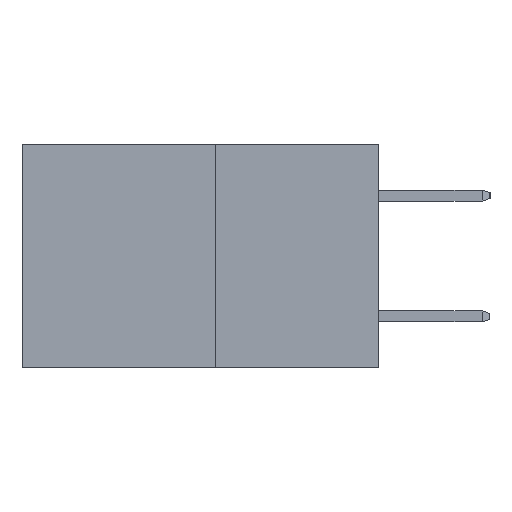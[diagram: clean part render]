
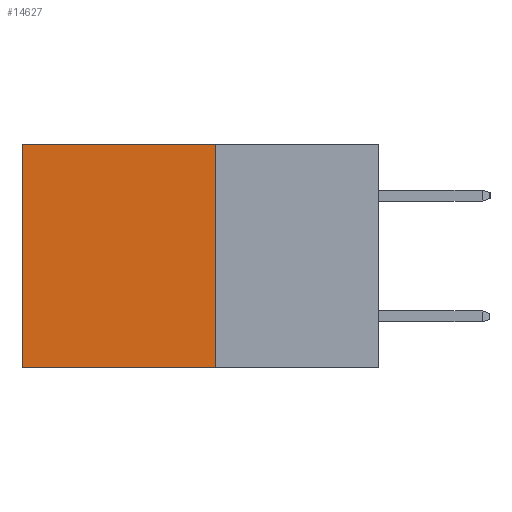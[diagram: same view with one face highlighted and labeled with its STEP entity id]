
A CAD part, left-side view. The second image highlights one B-rep face of the part: STEP entity #14627.
In plain terms, the highlighted planar face has unit normal (-1, 0, 0).
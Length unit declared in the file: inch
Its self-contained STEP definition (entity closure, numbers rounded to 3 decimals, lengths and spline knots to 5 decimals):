
#1412 = EDGE_CURVE ( 'NONE', #15385, #4404, #8287, .T. ) ;
#1490 = LINE ( 'NONE', #17819, #13227 ) ;
#1856 = VECTOR ( 'NONE', #11878, 39.37008 ) ;
#2826 = CARTESIAN_POINT ( 'NONE',  ( 0.277, 0.27, 0. ) ) ;
#4404 = VERTEX_POINT ( 'NONE', #8787 ) ;
#4418 = ORIENTED_EDGE ( 'NONE', *, *, #12648, .T. ) ;
#4766 = ORIENTED_EDGE ( 'NONE', *, *, #15751, .F. ) ;
#4847 = PLANE ( 'NONE',  #12765 ) ;
#5531 = VECTOR ( 'NONE', #17490, 39.37008 ) ;
#7177 = CARTESIAN_POINT ( 'NONE',  ( 0.277, 0.59, -0.37 ) ) ;
#7892 = DIRECTION ( 'NONE',  ( 1., 0., 0. ) ) ;
#8287 = LINE ( 'NONE', #2826, #16383 ) ;
#8787 = CARTESIAN_POINT ( 'NONE',  ( 0.277, 0.59, 0. ) ) ;
#9326 = VERTEX_POINT ( 'NONE', #10714 ) ;
#10012 = CARTESIAN_POINT ( 'NONE',  ( 0.277, 0.27, -0.37 ) ) ;
#10714 = CARTESIAN_POINT ( 'NONE',  ( 0.277, 0.27, -0.37 ) ) ;
#11089 = CARTESIAN_POINT ( 'NONE',  ( 0.277, 0.27, 0. ) ) ;
#11528 = DIRECTION ( 'NONE',  ( 0., 1., 0. ) ) ;
#11878 = DIRECTION ( 'NONE',  ( 0., 1., 0. ) ) ;
#12648 = EDGE_CURVE ( 'NONE', #4404, #18055, #1490, .T. ) ;
#12765 = AXIS2_PLACEMENT_3D ( 'NONE', #16969, #7892, #18381 ) ;
#13227 = VECTOR ( 'NONE', #19218, 39.37008 ) ;
#13707 = ORIENTED_EDGE ( 'NONE', *, *, #18612, .F. ) ;
#14627 = ADVANCED_FACE ( 'NONE', ( #18159 ), #4847, .F. ) ;
#14895 = CARTESIAN_POINT ( 'NONE',  ( 0.277, 0.27, -0.37 ) ) ;
#15385 = VERTEX_POINT ( 'NONE', #11089 ) ;
#15751 = EDGE_CURVE ( 'NONE', #9326, #18055, #17906, .T. ) ;
#16383 = VECTOR ( 'NONE', #11528, 39.37008 ) ;
#16734 = EDGE_LOOP ( 'NONE', ( #4418, #4766, #13707, #17284 ) ) ;
#16969 = CARTESIAN_POINT ( 'NONE',  ( 0.277, 0.27, -0.37 ) ) ;
#17284 = ORIENTED_EDGE ( 'NONE', *, *, #1412, .T. ) ;
#17490 = DIRECTION ( 'NONE',  ( 0., 0., -1. ) ) ;
#17603 = LINE ( 'NONE', #10012, #5531 ) ;
#17819 = CARTESIAN_POINT ( 'NONE',  ( 0.277, 0.59, -0.37 ) ) ;
#17906 = LINE ( 'NONE', #14895, #1856 ) ;
#18055 = VERTEX_POINT ( 'NONE', #7177 ) ;
#18159 = FACE_OUTER_BOUND ( 'NONE', #16734, .T. ) ;
#18381 = DIRECTION ( 'NONE',  ( 0., 0., -1. ) ) ;
#18612 = EDGE_CURVE ( 'NONE', #15385, #9326, #17603, .T. ) ;
#19218 = DIRECTION ( 'NONE',  ( 0., 0., -1. ) ) ;
